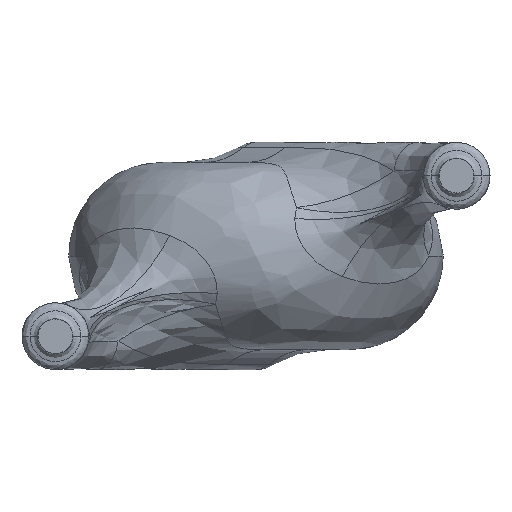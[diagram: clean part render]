
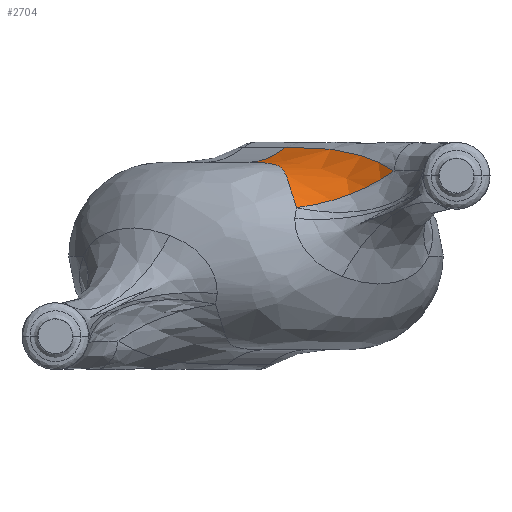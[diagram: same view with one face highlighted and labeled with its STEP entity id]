
A CAD part, front view. The second image highlights one B-rep face of the part: STEP entity #2704.
In plain terms, the highlighted free-form (B-spline) face has degree [3, 3] with [4, 14] control points.
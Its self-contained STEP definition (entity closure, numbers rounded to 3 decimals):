
#204=CARTESIAN_POINT('',(-0.17,3.758,1.75));
#205=CARTESIAN_POINT('',(-0.1,3.723,1.75));
#206=CARTESIAN_POINT('',(0.027,3.658,1.749));
#207=CARTESIAN_POINT('',(0.165,3.573,1.741));
#208=CARTESIAN_POINT('',(0.275,3.485,1.728));
#209=CARTESIAN_POINT('',(0.363,3.388,1.707));
#210=CARTESIAN_POINT('',(0.437,3.275,1.674));
#211=CARTESIAN_POINT('',(0.498,3.14,1.623));
#212=CARTESIAN_POINT('',(0.546,2.988,1.55));
#213=CARTESIAN_POINT('',(0.588,2.822,1.447));
#214=CARTESIAN_POINT('',(0.632,2.643,1.304));
#215=CARTESIAN_POINT('',(0.687,2.47,1.116));
#216=CARTESIAN_POINT('',(0.734,2.381,0.977));
#217=CARTESIAN_POINT('',(0.761,2.342,0.905));
#624=CARTESIAN_POINT('',(0.761,2.342,0.905));
#625=CARTESIAN_POINT('',(0.923,2.393,0.923));
#626=CARTESIAN_POINT('',(1.257,2.459,0.985));
#627=CARTESIAN_POINT('',(1.751,2.44,1.14));
#628=CARTESIAN_POINT('',(2.207,2.305,1.345));
#629=CARTESIAN_POINT('',(2.466,2.142,1.506));
#630=CARTESIAN_POINT('',(2.58,2.045,1.589));
#635=CARTESIAN_POINT('',(-0.17,3.758,3.75));
#636=DIRECTION('',(0.707,-0.707,0.));
#637=DIRECTION('',(0.,0.,-1.));
#638=AXIS2_PLACEMENT_3D('',#635,#636,#637);
#709=CARTESIAN_POINT('',(0.559,4.487,2.036));
#710=CARTESIAN_POINT('',(0.627,4.419,2.036));
#711=CARTESIAN_POINT('',(0.758,4.287,2.035));
#712=CARTESIAN_POINT('',(0.93,4.105,2.031));
#713=CARTESIAN_POINT('',(1.092,3.927,2.024));
#714=CARTESIAN_POINT('',(1.252,3.743,2.013));
#715=CARTESIAN_POINT('',(1.42,3.541,1.995));
#716=CARTESIAN_POINT('',(1.598,3.315,1.968));
#717=CARTESIAN_POINT('',(1.782,3.073,1.929));
#718=CARTESIAN_POINT('',(1.975,2.815,1.875));
#719=CARTESIAN_POINT('',(2.183,2.538,1.8));
#720=CARTESIAN_POINT('',(2.393,2.265,1.699));
#721=CARTESIAN_POINT('',(2.519,2.114,1.626));
#722=CARTESIAN_POINT('',(2.58,2.045,1.589));
#1367=CARTESIAN_POINT('',(-0.17,3.758,1.75));
#1368=VERTEX_POINT('',#1367);
#1384=VERTEX_POINT('',#217);
#1385=VERTEX_POINT('',#709);
#1386=VERTEX_POINT('',#722);
#2639=CARTESIAN_POINT('',(-0.853,3.098,
1.99));
#2640=CARTESIAN_POINT('',(-0.82,3.065,
1.99));
#2641=CARTESIAN_POINT('',(-0.753,2.999,
1.988));
#2642=CARTESIAN_POINT('',(-0.68,2.935,
1.975));
#2643=CARTESIAN_POINT('',(-0.615,2.905,
1.949));
#2644=CARTESIAN_POINT('',(-0.54,2.891,
1.909));
#2645=CARTESIAN_POINT('',(-0.435,2.867,
1.849));
#2646=CARTESIAN_POINT('',(-0.292,2.81,
1.757));
#2647=CARTESIAN_POINT('',(-0.114,2.714,
1.624));
#2648=CARTESIAN_POINT('',(0.101,2.59,1.444));
#2649=CARTESIAN_POINT('',(0.346,2.462,1.227));
#2650=CARTESIAN_POINT('',(0.575,2.37,1.025));
#2651=CARTESIAN_POINT('',(0.719,2.33,
0.902));
#2652=CARTESIAN_POINT('',(0.773,2.317,
0.858));
#2653=CARTESIAN_POINT('',(-0.394,3.559,
1.639));
#2654=CARTESIAN_POINT('',(-0.357,3.523,
1.639));
#2655=CARTESIAN_POINT('',(-0.28,3.446,
1.638));
#2656=CARTESIAN_POINT('',(-0.182,3.358,
1.629));
#2657=CARTESIAN_POINT('',(-0.086,3.296,
1.611));
#2658=CARTESIAN_POINT('',(0.021,3.249,1.586));
#2659=CARTESIAN_POINT('',(0.156,3.194,1.548));
#2660=CARTESIAN_POINT('',(0.327,3.113,1.489));
#2661=CARTESIAN_POINT('',(0.532,3.002,1.405));
#2662=CARTESIAN_POINT('',(0.772,2.868,1.295));
#2663=CARTESIAN_POINT('',(1.035,2.729,1.165));
#2664=CARTESIAN_POINT('',(1.271,2.621,1.05));
#2665=CARTESIAN_POINT('',(1.414,2.568,0.984));
#2666=CARTESIAN_POINT('',(1.467,2.55,0.961));
#2667=CARTESIAN_POINT('',(0.126,4.084,1.664));
#2668=CARTESIAN_POINT('',(0.169,4.041,1.664));
#2669=CARTESIAN_POINT('',(0.265,3.946,1.663));
#2670=CARTESIAN_POINT('',(0.401,3.813,1.658));
#2671=CARTESIAN_POINT('',(0.542,3.687,1.647));
#2672=CARTESIAN_POINT('',(0.688,3.568,1.632));
#2673=CARTESIAN_POINT('',(0.853,3.438,1.609));
#2674=CARTESIAN_POINT('',(1.042,3.286,1.573));
#2675=CARTESIAN_POINT('',(1.255,3.111,1.522));
#2676=CARTESIAN_POINT('',(1.494,2.916,1.454));
#2677=CARTESIAN_POINT('',(1.746,2.715,1.372));
#2678=CARTESIAN_POINT('',(1.966,2.553,1.295));
#2679=CARTESIAN_POINT('',(2.097,2.466,1.25));
#2680=CARTESIAN_POINT('',(2.145,2.435,1.233));
#2681=CARTESIAN_POINT('',(0.566,4.529,2.057));
#2682=CARTESIAN_POINT('',(0.616,4.479,2.057));
#2683=CARTESIAN_POINT('',(0.732,4.362,2.057));
#2684=CARTESIAN_POINT('',(0.911,4.176,2.054));
#2685=CARTESIAN_POINT('',(1.098,3.972,2.048));
#2686=CARTESIAN_POINT('',(1.279,3.761,2.036));
#2687=CARTESIAN_POINT('',(1.465,3.532,2.016));
#2688=CARTESIAN_POINT('',(1.658,3.282,1.986));
#2689=CARTESIAN_POINT('',(1.858,3.011,1.941));
#2690=CARTESIAN_POINT('',(2.07,2.721,1.878));
#2691=CARTESIAN_POINT('',(2.286,2.426,1.791));
#2692=CARTESIAN_POINT('',(2.47,2.184,1.693));
#2693=CARTESIAN_POINT('',(2.581,2.052,1.626));
#2694=CARTESIAN_POINT('',(2.621,2.005,1.6));
#2695=(BOUNDED_SURFACE()B_SPLINE_SURFACE(3,3,((#2639,#2640,#2641,#2642,#2643,
#2644,#2645,#2646,#2647,#2648,#2649,#2650,#2651,#2652),(#2653,#2654,#2655,#2656,
#2657,#2658,#2659,#2660,#2661,#2662,#2663,#2664,#2665,#2666),(#2667,#2668,#2669,
#2670,#2671,#2672,#2673,#2674,#2675,#2676,#2677,#2678,#2679,#2680),(#2681,#2682,
#2683,#2684,#2685,#2686,#2687,#2688,#2689,#2690,#2691,#2692,#2693,#2694)),
.UNSPECIFIED.,.F.,.F.,.F.)B_SPLINE_SURFACE_WITH_KNOTS((4,4),(4,1,1,1,1,1,1,1,1,
1,1,4),(0.,1.),(0.014,0.044,0.083,
0.118,0.154,0.194,0.238,
0.288,0.345,0.409,0.476,
0.516),.UNSPECIFIED.)GEOMETRIC_REPRESENTATION_ITEM()RATIONAL_B_SPLINE_SURFACE(((1.073,1.073,1.073,1.073,
1.073,1.073,1.073,1.073,
1.073,1.073,1.073,1.073,
1.073,1.073),(0.976,0.976,
0.976,0.976,0.976,0.976,
0.976,0.976,0.976,0.976,
0.976,0.976,0.976,0.976),(
0.976,0.976,0.976,0.976,
0.976,0.976,0.976,0.976,
0.976,0.976,0.976,0.976,
0.976,0.976),(1.073,1.073,
1.073,1.073,1.073,1.073,
1.073,1.073,1.073,1.073,
1.073,1.073,1.073,1.073)))REPRESENTATION_ITEM('')SURFACE());
#2696=ORIENTED_EDGE('',*,*,#1750,.F.);
#2698=ORIENTED_EDGE('',*,*,#2697,.T.);
#2700=ORIENTED_EDGE('',*,*,#2699,.T.);
#2701=ORIENTED_EDGE('',*,*,#2634,.F.);
#2702=EDGE_LOOP('',(#2696,#2698,#2700,#2701));
#2703=FACE_OUTER_BOUND('',#2702,.F.);
#2704=ADVANCED_FACE('',(#2703),#2695,.F.);
#218=B_SPLINE_CURVE_WITH_KNOTS('',3,(#204,#205,#206,#207,#208,#209,#210,#211,
#212,#213,#214,#215,#216,#217),.UNSPECIFIED.,.F.,.F.,(4,1,1,1,1,1,1,1,1,1,1,4),(
0.,0.091,0.182,0.273,0.364,
0.455,0.545,0.636,0.727,
0.818,0.909,1.),.UNSPECIFIED.);
#631=B_SPLINE_CURVE_WITH_KNOTS('',3,(#624,#625,#626,#627,#628,#629,#630),
.UNSPECIFIED.,.F.,.F.,(4,1,1,1,4),(0.,0.25,0.5,0.75,1.),
.UNSPECIFIED.);
#639=CIRCLE('',#638,2.);
#723=B_SPLINE_CURVE_WITH_KNOTS('',3,(#709,#710,#711,#712,#713,#714,#715,#716,
#717,#718,#719,#720,#721,#722),.UNSPECIFIED.,.F.,.F.,(4,1,1,1,1,1,1,1,1,1,1,4),(
0.,0.091,0.182,0.273,0.364,
0.455,0.545,0.636,0.727,
0.818,0.909,1.),.UNSPECIFIED.);
#1750=EDGE_CURVE('',#1368,#1384,#218,.T.);
#2634=EDGE_CURVE('',#1384,#1386,#631,.T.);
#2697=EDGE_CURVE('',#1368,#1385,#639,.T.);
#2699=EDGE_CURVE('',#1385,#1386,#723,.T.);
